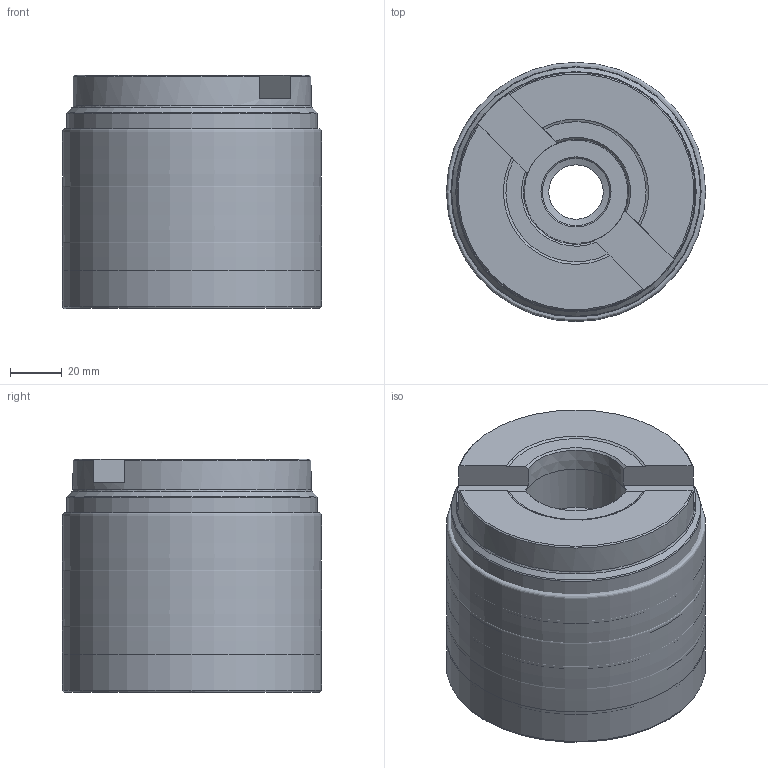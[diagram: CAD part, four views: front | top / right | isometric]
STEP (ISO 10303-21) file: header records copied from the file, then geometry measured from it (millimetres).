
FILE_DESCRIPTION(/* description */ (''),/* implementation_level */ '2;1');
FILE_NAME(/* name */ 'R220.81-0100-068-SNAC15.4A_Basic.stp',/* time_stamp */ '2022-03-27T15:28:01+06:00',/* author */ (''),/* organization */ (''),/* preprocessor_version */ 'ST-DEVELOPER v16.7',/* originating_system */ 'SIEMENS PLM Software NX 12.0',/* authorisation */ '');
FILE_SCHEMA (('AUTOMOTIVE_DESIGN { 1 0 10303 214 3 1 1 1 }'));
Length unit declared in the file: millimetre
Products named in the file (4): CUT; NOCUT; ASSEMBLY_CONSTRUCTION; A2427907_stp_stp
Assembly tree (3 placements, depth 2):
  A2427907_stp_stp
    ASSEMBLY_CONSTRUCTION
    NOCUT
    CUT
Bounding box: 99.93 x 99.93 x 89.99 mm (x, y, z)
Volume: 870274.1 mm3; surface area: 134297.1 mm2
Topology: 7 solids, 7 shells, 52 faces, 133 edges, 124 vertices
Faces by surface type: cone 14, plane 13, torus 10, revolution 9, cylinder 6
Full cylindrical faces by diameter (mm): 21 x1, 26 x1, 40.008 x1, 42 x1, 92 x1, 96.5 x1
Entity records: 2542 total; most frequent: CARTESIAN_POINT 936, DIRECTION 289, ORIENTED_EDGE 156, AXIS2_PLACEMENT_3D 132, STYLED_ITEM 92, PRESENTATION_STYLE_ASSIGNMENT 92, EDGE_LOOP 78, EDGE_CURVE 78
